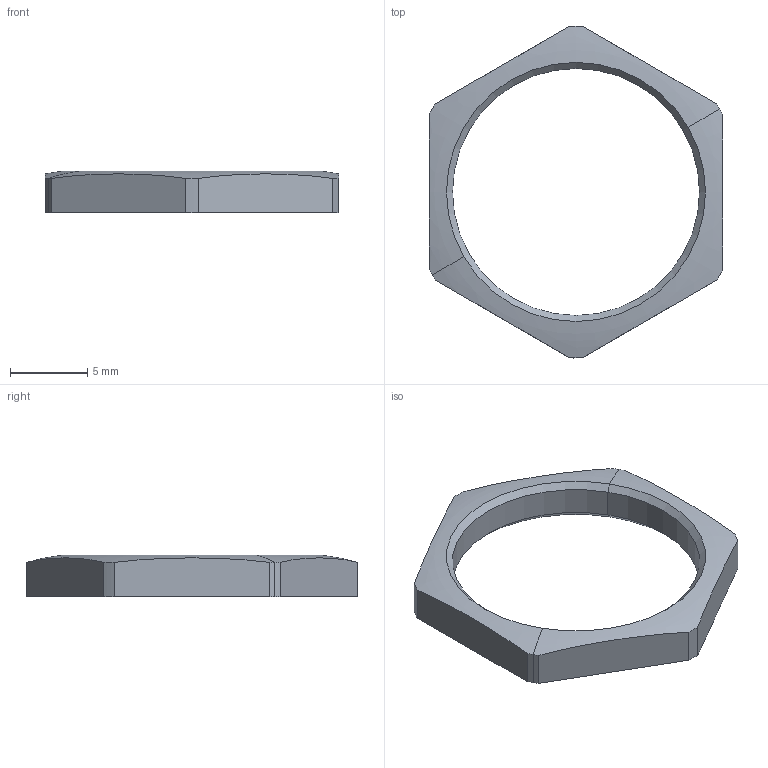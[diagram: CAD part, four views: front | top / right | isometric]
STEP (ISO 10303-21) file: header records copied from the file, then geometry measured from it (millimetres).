
FILE_DESCRIPTION(('CATIA V5 STEP Exchange','CAx-IF Rec.Pracs.--- Model Styling and Organization---1.2---2011-12-15'),'2;1');
FILE_NAME ('D1455231_0_1736990000_1736990000.stp','2018-02-24T11:01:03+00:00',('none'),('Weidmueller'),'CATIA Version 5-6 Release 2014','CATIA V5 STEP AP214','none');
FILE_SCHEMA(('AUTOMOTIVE_DESIGN { 1 0 10303 214 1 1 1 1 }'));
Length unit declared in the file: millimetre
Products named in the file (1): 1736990000_SKMU_M16_MS
Bounding box: 19 x 21.5 x 2.69 mm (x, y, z)
Volume: 275.7 mm3; surface area: 489.9 mm2
Topology: 1 solids, 1 shells, 23 faces, 58 edges, 36 vertices
Faces by surface type: cylinder 10, plane 7, cone 4, torus 2
Entity records: 711 total; most frequent: CARTESIAN_POINT 148, ORIENTED_EDGE 116, DIRECTION 98, EDGE_CURVE 58, AXIS2_PLACEMENT_3D 50, VERTEX_POINT 36, VECTOR 26, CIRCLE 26
